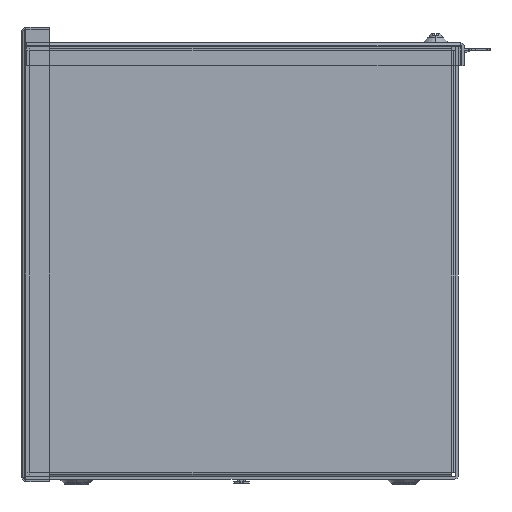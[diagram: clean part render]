
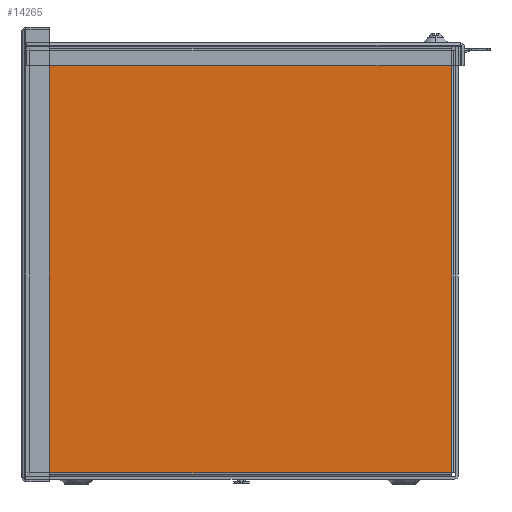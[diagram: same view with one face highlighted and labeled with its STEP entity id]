
A CAD part, left-side view. The second image highlights one B-rep face of the part: STEP entity #14265.
In plain terms, the highlighted planar face has unit normal (-1, 0, 0).
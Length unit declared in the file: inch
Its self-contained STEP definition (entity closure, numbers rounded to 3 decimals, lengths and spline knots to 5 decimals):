
#279 = DIRECTION ( 'NONE',  ( 0., 0., 1. ) ) ;
#735 = LINE ( 'NONE', #38405, #41548 ) ;
#3176 = CARTESIAN_POINT ( 'NONE',  ( -58., -5.767, 0.197 ) ) ;
#3198 = VERTEX_POINT ( 'NONE', #9784 ) ;
#3217 = FACE_OUTER_BOUND ( 'NONE', #53139, .T. ) ;
#3251 = CARTESIAN_POINT ( 'NONE',  ( -58., 5.944, 11.783 ) ) ;
#3330 = CARTESIAN_POINT ( 'NONE',  ( -58., 5.819, 0.197 ) ) ;
#3760 = VERTEX_POINT ( 'NONE', #9427 ) ;
#4109 = VECTOR ( 'NONE', #26790, 39.37008 ) ;
#4483 = CARTESIAN_POINT ( 'NONE',  ( -58., 5.819, 0.18 ) ) ;
#4915 = EDGE_CURVE ( 'NONE', #40543, #3760, #735, .T. ) ;
#5215 = VECTOR ( 'NONE', #8506, 39.37008 ) ;
#6819 = VECTOR ( 'NONE', #20254, 39.37008 ) ;
#6900 = DIRECTION ( 'NONE',  ( 0., 0., 1. ) ) ;
#7477 = DIRECTION ( 'NONE',  ( 0., 0., -1. ) ) ;
#8236 = CARTESIAN_POINT ( 'NONE',  ( -58., -5.784, 11.908 ) ) ;
#8506 = DIRECTION ( 'NONE',  ( 0., 0., -1. ) ) ;
#9427 = CARTESIAN_POINT ( 'NONE',  ( -58., 5.836, 0.197 ) ) ;
#9555 = ORIENTED_EDGE ( 'NONE', *, *, #45599, .T. ) ;
#9784 = CARTESIAN_POINT ( 'NONE',  ( -58., -5.784, 0.197 ) ) ;
#9833 = LINE ( 'NONE', #27383, #31429 ) ;
#11140 = LINE ( 'NONE', #19655, #41317 ) ;
#11215 = DIRECTION ( 'NONE',  ( 0., 1., 0. ) ) ;
#11745 = PLANE ( 'NONE',  #15166 ) ;
#11760 = DIRECTION ( 'NONE',  ( 0., 1., 0. ) ) ;
#11929 = EDGE_CURVE ( 'NONE', #20895, #47341, #19989, .T. ) ;
#12021 = CARTESIAN_POINT ( 'NONE',  ( -58., -5.767, 11.783 ) ) ;
#12771 = LINE ( 'NONE', #30038, #5215 ) ;
#12838 = ORIENTED_EDGE ( 'NONE', *, *, #30392, .T. ) ;
#13454 = EDGE_CURVE ( 'NONE', #43823, #29017, #11140, .T. ) ;
#13937 = DIRECTION ( 'NONE',  ( 0., -1., 0. ) ) ;
#14265 = ADVANCED_FACE ( 'NONE', ( #3217 ), #11745, .T. ) ;
#15166 = AXIS2_PLACEMENT_3D ( 'NONE', #29025, #46280, #7477 ) ;
#16507 = EDGE_CURVE ( 'NONE', #29017, #3198, #45765, .T. ) ;
#17160 = ORIENTED_EDGE ( 'NONE', *, *, #26779, .T. ) ;
#17457 = CARTESIAN_POINT ( 'NONE',  ( -58., -5.784, 11.783 ) ) ;
#17715 = VECTOR ( 'NONE', #34504, 39.37008 ) ;
#19655 = CARTESIAN_POINT ( 'NONE',  ( -58., -5.767, 0.197 ) ) ;
#19989 = LINE ( 'NONE', #12021, #52905 ) ;
#20254 = DIRECTION ( 'NONE',  ( 0., -1., 0. ) ) ;
#20895 = VERTEX_POINT ( 'NONE', #17457 ) ;
#22528 = VECTOR ( 'NONE', #11215, 39.37008 ) ;
#22581 = DIRECTION ( 'NONE',  ( 0., -1., 0. ) ) ;
#22658 = CARTESIAN_POINT ( 'NONE',  ( -58., 5.819, 11.8 ) ) ;
#23302 = ORIENTED_EDGE ( 'NONE', *, *, #42370, .T. ) ;
#24319 = ORIENTED_EDGE ( 'NONE', *, *, #16507, .T. ) ;
#25106 = VERTEX_POINT ( 'NONE', #22658 ) ;
#26322 = EDGE_CURVE ( 'NONE', #43573, #50354, #43575, .T. ) ;
#26779 = EDGE_CURVE ( 'NONE', #38349, #25106, #55641, .T. ) ;
#26790 = DIRECTION ( 'NONE',  ( 0., 1., 0. ) ) ;
#26821 = ORIENTED_EDGE ( 'NONE', *, *, #47549, .T. ) ;
#27383 = CARTESIAN_POINT ( 'NONE',  ( -58., 5.819, 0.197 ) ) ;
#28017 = DIRECTION ( 'NONE',  ( 0., 0., 1. ) ) ;
#28646 = EDGE_CURVE ( 'NONE', #32099, #40543, #37533, .T. ) ;
#29017 = VERTEX_POINT ( 'NONE', #3176 ) ;
#29025 = CARTESIAN_POINT ( 'NONE',  ( -58., 5.944, 11.908 ) ) ;
#29032 = VECTOR ( 'NONE', #13937, 39.37008 ) ;
#29088 = CARTESIAN_POINT ( 'NONE',  ( -58., 5.819, 11.783 ) ) ;
#30038 = CARTESIAN_POINT ( 'NONE',  ( -58., 5.819, 11.783 ) ) ;
#30312 = LINE ( 'NONE', #8236, #52206 ) ;
#30392 = EDGE_CURVE ( 'NONE', #50354, #43823, #53543, .T. ) ;
#30889 = CARTESIAN_POINT ( 'NONE',  ( -58., -5.767, 11.8 ) ) ;
#31429 = VECTOR ( 'NONE', #22581, 39.37008 ) ;
#31946 = CARTESIAN_POINT ( 'NONE',  ( -58., -5.767, 11.908 ) ) ;
#32099 = VERTEX_POINT ( 'NONE', #29088 ) ;
#32730 = CARTESIAN_POINT ( 'NONE',  ( -58., -5.767, 0.18 ) ) ;
#34434 = CARTESIAN_POINT ( 'NONE',  ( -58., 5.944, 11.8 ) ) ;
#34504 = DIRECTION ( 'NONE',  ( 0., 0., -1. ) ) ;
#35078 = ORIENTED_EDGE ( 'NONE', *, *, #13454, .T. ) ;
#35254 = ORIENTED_EDGE ( 'NONE', *, *, #11929, .T. ) ;
#36042 = CARTESIAN_POINT ( 'NONE',  ( -58., -5.767, 11.783 ) ) ;
#37533 = LINE ( 'NONE', #3251, #22528 ) ;
#38349 = VERTEX_POINT ( 'NONE', #30889 ) ;
#38405 = CARTESIAN_POINT ( 'NONE',  ( -58., 5.836, 11.908 ) ) ;
#39168 = ORIENTED_EDGE ( 'NONE', *, *, #4915, .T. ) ;
#39541 = DIRECTION ( 'NONE',  ( 0., 0., -1. ) ) ;
#40543 = VERTEX_POINT ( 'NONE', #47897 ) ;
#41317 = VECTOR ( 'NONE', #6900, 39.37008 ) ;
#41548 = VECTOR ( 'NONE', #39541, 39.37008 ) ;
#42370 = EDGE_CURVE ( 'NONE', #47341, #38349, #53172, .T. ) ;
#42814 = ORIENTED_EDGE ( 'NONE', *, *, #47646, .T. ) ;
#43573 = VERTEX_POINT ( 'NONE', #3330 ) ;
#43575 = LINE ( 'NONE', #47798, #17715 ) ;
#43823 = VERTEX_POINT ( 'NONE', #32730 ) ;
#45599 = EDGE_CURVE ( 'NONE', #3760, #43573, #9833, .T. ) ;
#45765 = LINE ( 'NONE', #54218, #6819 ) ;
#46280 = DIRECTION ( 'NONE',  ( -1., 0., 0. ) ) ;
#47341 = VERTEX_POINT ( 'NONE', #36042 ) ;
#47549 = EDGE_CURVE ( 'NONE', #3198, #20895, #30312, .T. ) ;
#47646 = EDGE_CURVE ( 'NONE', #25106, #32099, #12771, .T. ) ;
#47798 = CARTESIAN_POINT ( 'NONE',  ( -58., 5.819, 0.072 ) ) ;
#47897 = CARTESIAN_POINT ( 'NONE',  ( -58., 5.836, 11.783 ) ) ;
#50354 = VERTEX_POINT ( 'NONE', #4483 ) ;
#52206 = VECTOR ( 'NONE', #279, 39.37008 ) ;
#52690 = CARTESIAN_POINT ( 'NONE',  ( -58., 5.944, 0.18 ) ) ;
#52772 = VECTOR ( 'NONE', #28017, 39.37008 ) ;
#52905 = VECTOR ( 'NONE', #11760, 39.37008 ) ;
#53139 = EDGE_LOOP ( 'NONE', ( #26821, #35254, #23302, #17160, #42814, #53180, #39168, #9555, #55058, #12838, #35078, #24319 ) ) ;
#53172 = LINE ( 'NONE', #31946, #52772 ) ;
#53180 = ORIENTED_EDGE ( 'NONE', *, *, #28646, .T. ) ;
#53543 = LINE ( 'NONE', #52690, #29032 ) ;
#54218 = CARTESIAN_POINT ( 'NONE',  ( -58., -5.892, 0.197 ) ) ;
#55058 = ORIENTED_EDGE ( 'NONE', *, *, #26322, .T. ) ;
#55641 = LINE ( 'NONE', #34434, #4109 ) ;
